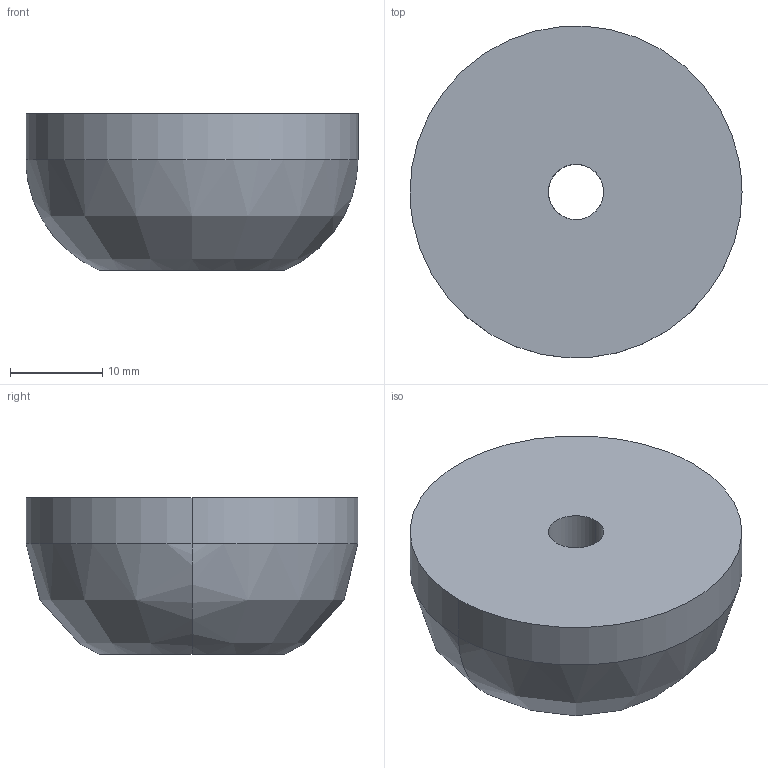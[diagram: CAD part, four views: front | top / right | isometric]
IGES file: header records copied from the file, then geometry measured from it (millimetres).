
Start section: ------------------------------------------------------------------------
Global section: file name: PC50.360.TM_TK_3617_CRUL_31413.igs; native system: spGate; preprocessor: ver15.6.1; author: Unknown; organization: Unknown; date: 191219.160022; units: millimetre
Bounding box: 36 x 35.95 x 17 mm (x, y, z)
Volume: 12590.7 mm3; surface area: 4273.4 mm2
Topology: 3 solids, 3 shells, 17 faces, 40 edges, 28 vertices
Faces by surface type: bspline 17
